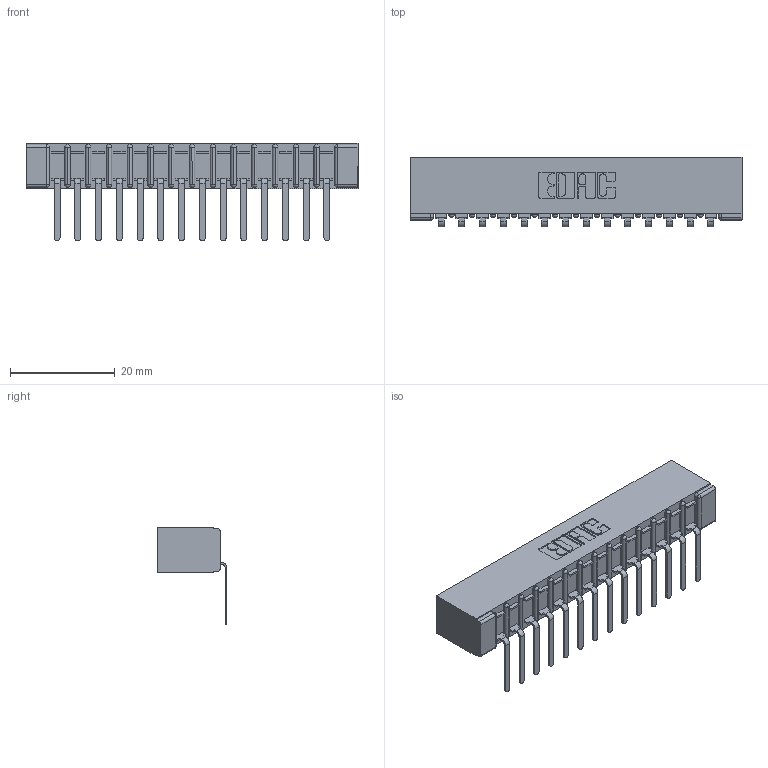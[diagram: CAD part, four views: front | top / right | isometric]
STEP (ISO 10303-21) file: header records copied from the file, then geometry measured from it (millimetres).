
FILE_DESCRIPTION (( 'STEP AP203' ), '1' );
FILE_NAME ('357-014-557-101.STEP', '2018-08-08T00:01:39', ( '' ), ( '' ), 'SwSTEP 2.0', 'SolidWorks 2016', '' );
FILE_SCHEMA (( 'CONFIG_CONTROL_DESIGN' ));
Length unit declared in the file: inch
Products named in the file (3): 307 Part_No Mounting Lugs; 307-290-002_557; 357-014-557-101
Assembly tree (15 placements, depth 2):
  357-014-557-101
    307 Part_No Mounting Lugs
    307-290-002_557  x14
Bounding box: 63.35 x 13.32 x 18.67 mm (x, y, z)
Volume: 4458 mm3; surface area: 8401.6 mm2
Topology: 15 solids, 15 shells, 1217 faces, 3715 edges, 2434 vertices
Faces by surface type: plane 724, cylinder 463, sphere 30
Entity records: 16030 total; most frequent: CARTESIAN_POINT 2700, ORIENTED_EDGE 2690, DIRECTION 2635, EDGE_CURVE 1345, LINE 1017, VECTOR 1017, VERTEX_POINT 874, AXIS2_PLACEMENT_3D 809
